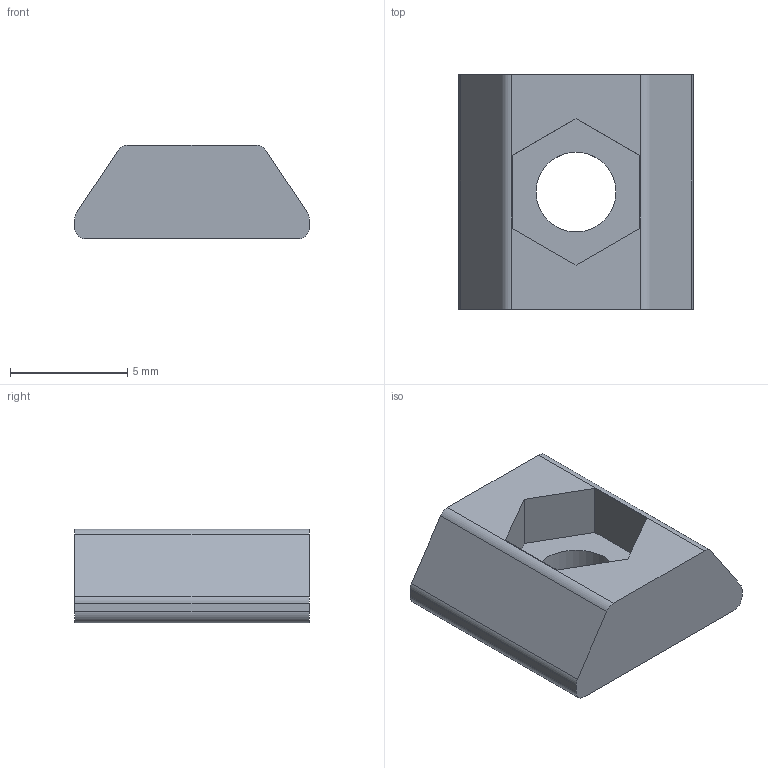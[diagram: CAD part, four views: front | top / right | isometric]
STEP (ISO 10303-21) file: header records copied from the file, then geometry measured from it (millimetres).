
FILE_DESCRIPTION( ( '' ), ' ' );
FILE_NAME( '5b707534162ebc0f2a8d19eb.step', '2018-08-12T17:58:13', ( '' ), ( '' ), ' ', ' ', ' ' );
FILE_SCHEMA( ( 'AUTOMOTIVE_DESIGN { 1 0 10303 214 1 1 1 1 }' ) );
Length unit declared in the file: metre
Products named in the file (1): Ender3-Slot-T-Nut-M3
Bounding box: 10 x 10 x 4 mm (x, y, z)
Volume: 264.3 mm3; surface area: 363 mm2
Topology: 1 solids, 1 shells, 50 faces, 133 edges, 89 vertices
Faces by surface type: plane 25, extrusion 18, cylinder 7
Full cylindrical faces by diameter (mm): 3.4 x1
Entity records: 1981 total; most frequent: CARTESIAN_POINT 378, ORIENTED_EDGE 262, DIRECTION 193, EDGE_CURVE 131, VECTOR 99, VERTEX_POINT 88, LINE 81, EDGE_LOOP 57
